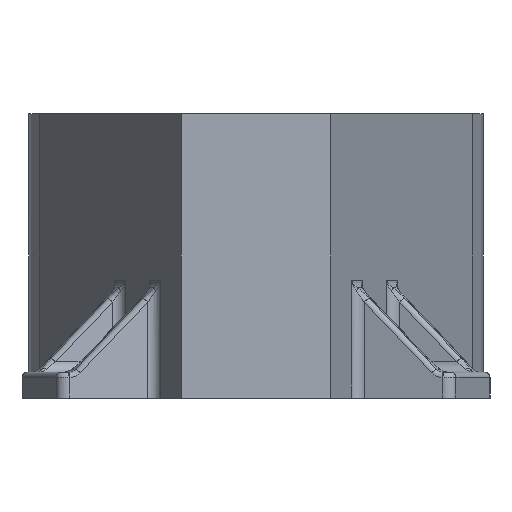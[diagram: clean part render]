
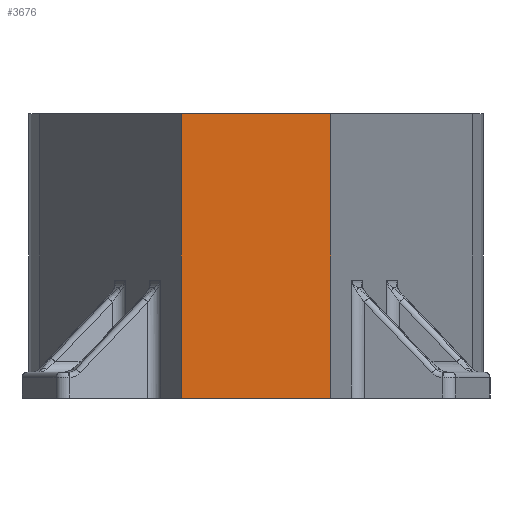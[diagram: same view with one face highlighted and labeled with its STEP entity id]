
A CAD part, left-side view. The second image highlights one B-rep face of the part: STEP entity #3676.
In plain terms, the highlighted planar face has unit normal (-1, 0, 0).
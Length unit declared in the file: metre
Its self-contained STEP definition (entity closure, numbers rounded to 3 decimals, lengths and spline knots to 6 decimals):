
#603=ORIENTED_EDGE('',*,*,#1616,.T.);
#604=ORIENTED_EDGE('',*,*,#1653,.F.);
#605=ORIENTED_EDGE('',*,*,#1668,.F.);
#606=ORIENTED_EDGE('',*,*,#1646,.T.);
#1616=EDGE_CURVE('',#2153,#2152,#2482,.T.);
#1646=EDGE_CURVE('',#2176,#2153,#2507,.T.);
#1653=EDGE_CURVE('',#2181,#2152,#2514,.T.);
#1668=EDGE_CURVE('',#2176,#2181,#2525,.T.);
#2152=VERTEX_POINT('',#5740);
#2153=VERTEX_POINT('',#5742);
#2176=VERTEX_POINT('',#5798);
#2181=VERTEX_POINT('',#5810);
#2482=LINE('',#5741,#2802);
#2507=LINE('',#5797,#2827);
#2514=LINE('',#5811,#2834);
#2525=LINE('',#5839,#2845);
#2802=VECTOR('',#4507,1.);
#2827=VECTOR('',#4548,1.);
#2834=VECTOR('',#4557,1.);
#2845=VECTOR('',#4582,1.);
#3051=EDGE_LOOP('',(#603,#604,#605,#606));
#3326=FACE_BOUND('',#3051,.T.);
#3575=PLANE('',#3956);
#3676=ADVANCED_FACE('',(#3326),#3575,.F.);
#3956=AXIS2_PLACEMENT_3D('',#5838,#4580,#4581);
#4507=DIRECTION('',(0.,-1.,0.));
#4548=DIRECTION('',(0.,0.,-1.));
#4557=DIRECTION('',(0.,0.,-1.));
#4580=DIRECTION('',(1.,0.,0.));
#4581=DIRECTION('',(0.,1.,0.));
#4582=DIRECTION('',(0.,-1.,0.));
#5740=CARTESIAN_POINT('',(-0.098,-0.014422,0.));
#5741=CARTESIAN_POINT('',(-0.098,0.001563,0.));
#5742=CARTESIAN_POINT('',(-0.098,0.014422,0.));
#5797=CARTESIAN_POINT('',(-0.098,0.014422,0.055));
#5798=CARTESIAN_POINT('',(-0.098,0.014422,0.055));
#5810=CARTESIAN_POINT('',(-0.098,-0.014422,0.055));
#5811=CARTESIAN_POINT('',(-0.098,-0.014422,0.055));
#5838=CARTESIAN_POINT('',(-0.098,0.001563,0.055));
#5839=CARTESIAN_POINT('',(-0.098,0.001563,0.055));
